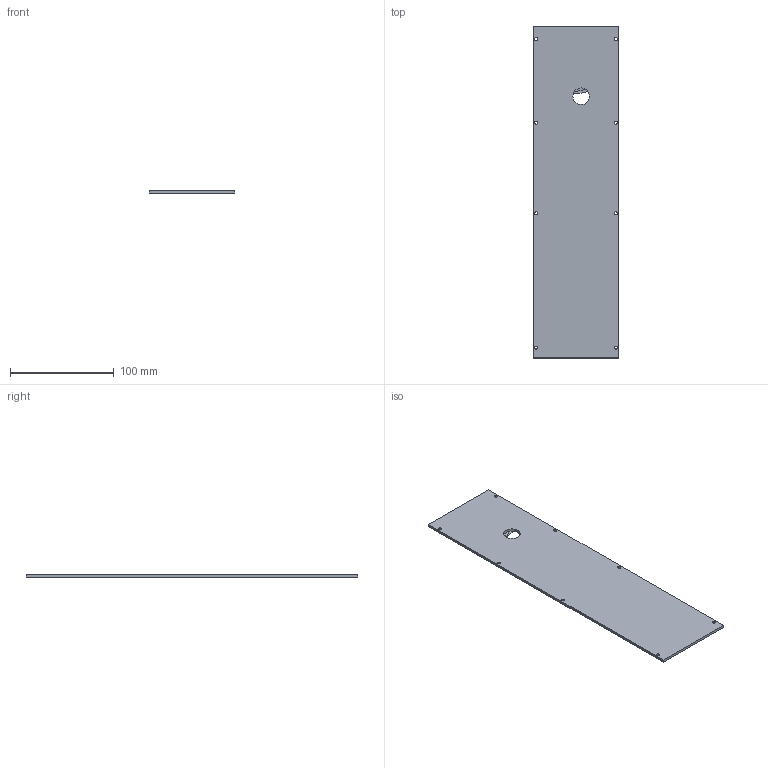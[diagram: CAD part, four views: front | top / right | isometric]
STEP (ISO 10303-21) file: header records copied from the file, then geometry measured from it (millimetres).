
FILE_DESCRIPTION(/* description */ (''),/* implementation_level */ '2;1');
FILE_NAME(/* name */ 'SolarPanel3WCell.stp',/* time_stamp */ '2018-01-08T16:09:56-05:00',/* author */ (''),/* organization */ (''),/* preprocessor_version */ 'ST-DEVELOPER v16',/* originating_system */ 'SIEMENS PLM Software NX 11.0',/* authorisation */ '');
FILE_SCHEMA (('AUTOMOTIVE_DESIGN { 1 0 10303 214 3 1 1 1 }'));
Length unit declared in the file: millimetre
Products named in the file (6): Overhead; SolarCellRegion; terminalpoint; SolarPanel3; Onecell; SolarPanel3WCell
Assembly tree (62 placements, depth 3):
  SolarPanel3WCell
    SolarPanel3
    Onecell  x58
      terminalpoint
      SolarCellRegion
      Overhead
Bounding box: 82 x 320 x 2.66 mm (x, y, z)
Volume: 66857.3 mm3; surface area: 78918.9 mm2
Topology: 175 solids, 175 shells, 1117 faces, 2301 edges, 1534 vertices
Faces by surface type: plane 934, cylinder 183
Full cylindrical faces by diameter (mm): 3 x8, 16 x1
Entity records: 1551 total; most frequent: DIRECTION 287, CARTESIAN_POINT 218, ORIENTED_EDGE 138, AXIS2_PLACEMENT_3D 121, EDGE_CURVE 69, PRODUCT_DEFINITION_SHAPE 68, CONTEXT_DEPENDENT_SHAPE_REPRESENTATION 62, NEXT_ASSEMBLY_USAGE_OCCURRENCE 62
